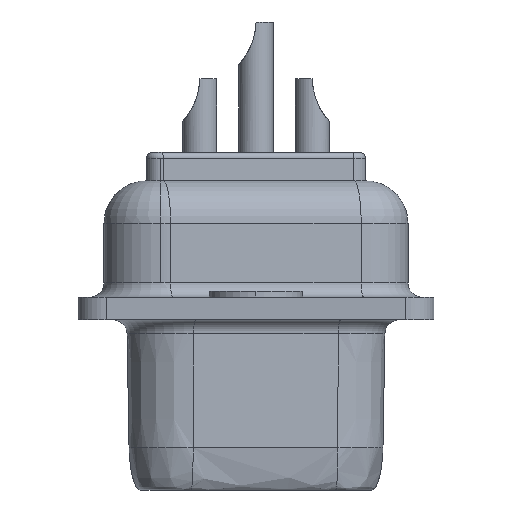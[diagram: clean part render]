
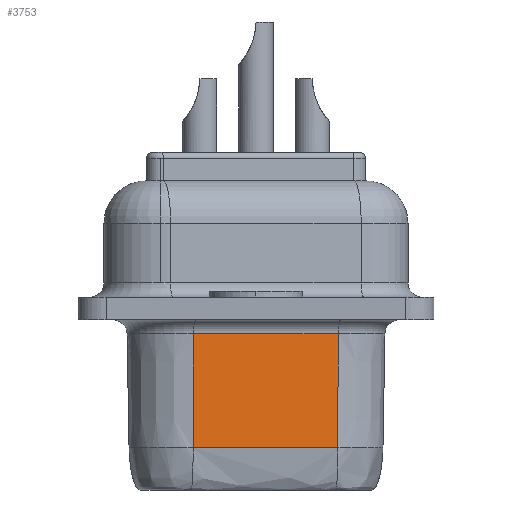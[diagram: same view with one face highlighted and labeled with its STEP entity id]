
A CAD part, left-side view. The second image highlights one B-rep face of the part: STEP entity #3753.
In plain terms, the highlighted planar face has unit normal (-0.985, -0.174, -0.018).
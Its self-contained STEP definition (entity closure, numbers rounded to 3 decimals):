
#369 = VERTEX_POINT ( 'NONE', #6475 ) ;
#692 = VERTEX_POINT ( 'NONE', #12375 ) ;
#1194 = EDGE_CURVE ( 'NONE', #692, #369, #9226, .T. ) ;
#1260 = VECTOR ( 'NONE', #5337, 1000. ) ;
#1427 = CARTESIAN_POINT ( 'NONE',  ( -8.557, 0.516, 1.493 ) ) ;
#1643 = EDGE_LOOP ( 'NONE', ( #12771, #7322, #5532, #2868 ) ) ;
#1699 = CARTESIAN_POINT ( 'NONE',  ( -8.831, 2.22, 0. ) ) ;
#2198 = DIRECTION ( 'NONE',  ( 0.174, -0.985, 0. ) ) ;
#2540 = DIRECTION ( 'NONE',  ( -0.174, 0.985, 0. ) ) ;
#2564 = AXIS2_PLACEMENT_3D ( 'NONE', #13599, #13478, #2198 ) ;
#2868 = ORIENTED_EDGE ( 'NONE', *, *, #10995, .T. ) ;
#2968 = CARTESIAN_POINT ( 'NONE',  ( -8.926, 2.203, 5.509 ) ) ;
#3753 = ADVANCED_FACE ( 'NONE', ( #9220 ), #4593, .T. ) ;
#4593 = PLANE ( 'NONE',  #2564 ) ;
#4712 = CARTESIAN_POINT ( 'NONE',  ( -8.257, -1.184, 1.493 ) ) ;
#5337 = DIRECTION ( 'NONE',  ( 0.017, 0.003, -1. ) ) ;
#5532 = ORIENTED_EDGE ( 'NONE', *, *, #10024, .F. ) ;
#5878 = CARTESIAN_POINT ( 'NONE',  ( -7.958, -2.884, 1.493 ) ) ;
#6047 = CARTESIAN_POINT ( 'NONE',  ( -8.027, -2.897, 5.509 ) ) ;
#6475 = CARTESIAN_POINT ( 'NONE',  ( -7.958, -2.884, 1.493 ) ) ;
#6589 = VERTEX_POINT ( 'NONE', #6047 ) ;
#7135 = CARTESIAN_POINT ( 'NONE',  ( -8.857, 2.216, 1.493 ) ) ;
#7322 = ORIENTED_EDGE ( 'NONE', *, *, #1194, .T. ) ;
#8253 = CARTESIAN_POINT ( 'NONE',  ( -8.926, 2.203, 5.509 ) ) ;
#8606 = VERTEX_POINT ( 'NONE', #2968 ) ;
#8785 = VECTOR ( 'NONE', #12766, 1000. ) ;
#9220 = FACE_OUTER_BOUND ( 'NONE', #1643, .T. ) ;
#9226 = B_SPLINE_CURVE_WITH_KNOTS ( 'NONE', 3,
 ( #7135, #1427, #4712, #5878 ),
 .UNSPECIFIED., .F., .F.,
 ( 4, 4 ),
 ( 0., 1. ),
 .UNSPECIFIED. ) ;
#9667 = LINE ( 'NONE', #11712, #1260 ) ;
#10024 = EDGE_CURVE ( 'NONE', #6589, #369, #9667, .T. ) ;
#10525 = LINE ( 'NONE', #8253, #11138 ) ;
#10995 = EDGE_CURVE ( 'NONE', #6589, #8606, #10525, .T. ) ;
#11138 = VECTOR ( 'NONE', #2540, 1000. ) ;
#11712 = CARTESIAN_POINT ( 'NONE',  ( -7.932, -2.88, 0. ) ) ;
#12375 = CARTESIAN_POINT ( 'NONE',  ( -8.857, 2.216, 1.493 ) ) ;
#12504 = EDGE_CURVE ( 'NONE', #8606, #692, #12837, .T. ) ;
#12766 = DIRECTION ( 'NONE',  ( 0.017, 0.003, -1. ) ) ;
#12771 = ORIENTED_EDGE ( 'NONE', *, *, #12504, .T. ) ;
#12837 = LINE ( 'NONE', #1699, #8785 ) ;
#13478 = DIRECTION ( 'NONE',  ( -0.985, -0.174, -0.017 ) ) ;
#13599 = CARTESIAN_POINT ( 'NONE',  ( -8.831, 2.22, 0. ) ) ;
